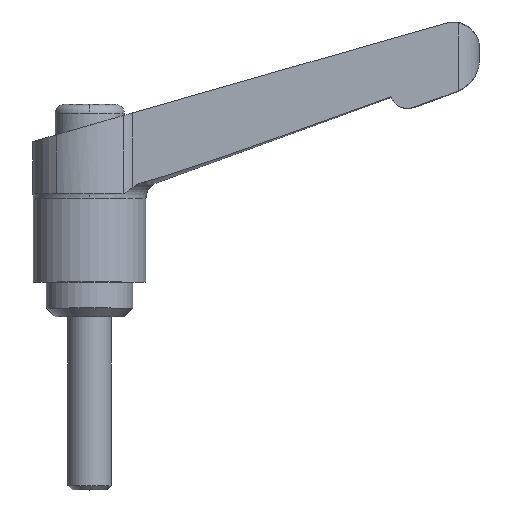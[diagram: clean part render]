
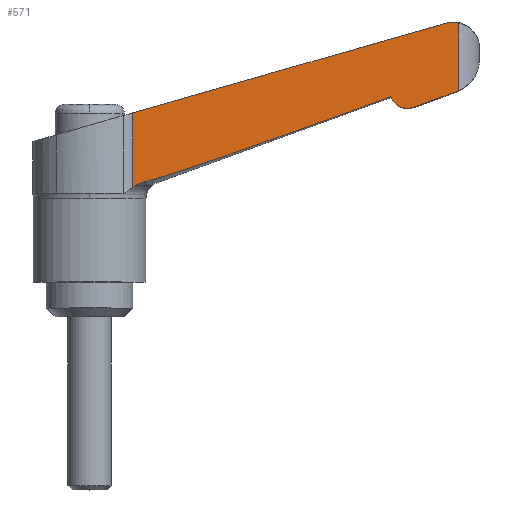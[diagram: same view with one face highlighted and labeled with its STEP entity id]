
A CAD part, top view. The second image highlights one B-rep face of the part: STEP entity #571.
In plain terms, the highlighted planar face has unit normal (0.035, 0, 0.999).
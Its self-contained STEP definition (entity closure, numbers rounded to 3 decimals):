
#267 = EDGE_CURVE( '', #299, #315, #754, .T. );
#279 = EDGE_CURVE( '', #677, #691, #766, .T. );
#283 = EDGE_CURVE( '', #417, #565, #770, .T. );
#299 = VERTEX_POINT( '', #788 );
#315 = VERTEX_POINT( '', #806 );
#321 = EDGE_CURVE( '', #423, #477, #812, .T. );
#377 = EDGE_CURVE( '', #713, #565, #873, .T. );
#385 = EDGE_CURVE( '', #315, #677, #882, .T. );
#417 = VERTEX_POINT( '', #914 );
#423 = VERTEX_POINT( '', #920 );
#477 = VERTEX_POINT( '', #980 );
#541 = EDGE_CURVE( '', #713, #299, #1052, .T. );
#565 = VERTEX_POINT( '', #1081 );
#571 = ADVANCED_FACE( '', ( #1087 ), #1088, .F. );
#611 = EDGE_CURVE( '', #691, #423, #1133, .T. );
#677 = VERTEX_POINT( '', #1208 );
#681 = EDGE_CURVE( '', #417, #477, #1212, .T. );
#691 = VERTEX_POINT( '', #1222 );
#713 = VERTEX_POINT( '', #1246 );
#754 = ( B_SPLINE_CURVE( 2, ( #1292, #1293, #1294 ), .UNSPECIFIED., .F., .F. )B_SPLINE_CURVE_WITH_KNOTS( ( 3, 3 ), ( 0., 5.151 ), .UNSPECIFIED. )RATIONAL_B_SPLINE_CURVE( ( 1., 1.002, 1. ) )BOUNDED_CURVE(  )REPRESENTATION_ITEM( '' )GEOMETRIC_REPRESENTATION_ITEM(  )CURVE(  ) );
#766 = ( B_SPLINE_CURVE( 2, ( #1317, #1318, #1319 ), .UNSPECIFIED., .F., .F. )B_SPLINE_CURVE_WITH_KNOTS( ( 3, 3 ), ( 0., 30.397 ), .UNSPECIFIED. )RATIONAL_B_SPLINE_CURVE( ( 1., 1.349, 1. ) )BOUNDED_CURVE(  )REPRESENTATION_ITEM( '' )GEOMETRIC_REPRESENTATION_ITEM(  )CURVE(  ) );
#770 = B_SPLINE_CURVE_WITH_KNOTS( '', 3, ( #1332, #1333, #1334, #1335, #1336, #1337, #1338, #1339, #1340, #1341 ), .UNSPECIFIED., .F., .F., ( 4, 2, 2, 2, 4 ), ( 12.59, 12.819, 13.381, 13.941, 14.115 ), .UNSPECIFIED. );
#788 = CARTESIAN_POINT( '', ( 42.207, 25.927, 3.677 ) );
#806 = CARTESIAN_POINT( '', ( 37.365, 24.178, 3.846 ) );
#812 = LINE( '', #1419, #1420 );
#873 = LINE( '', #1515, #1516 );
#882 = B_SPLINE_CURVE_WITH_KNOTS( '', 3, ( #1526, #1527, #1528, #1529, #1530, #1531, #1532, #1533, #1534, #1535, #1536, #1537, #1538, #1539, #1540, #1541, #1542, #1543, #1544, #1545 ), .UNSPECIFIED., .F., .F., ( 4, 2, 2, 2, 2, 2, 2, 2, 2, 4 ), ( 2.315, 2.601, 2.976, 3.351, 3.726, 4.1, 4.473, 4.844, 5.215, 5.298 ), .UNSPECIFIED. );
#914 = CARTESIAN_POINT( '', ( 41.52, 34.002, 3.701 ) );
#920 = CARTESIAN_POINT( '', ( 4.96, 14.953, 4.977 ) );
#980 = CARTESIAN_POINT( '', ( 4.96, 23.518, 4.977 ) );
#1052 = B_SPLINE_CURVE_WITH_KNOTS( '', 3, ( #1848, #1849, #1850, #1851, #1852, #1853 ), .UNSPECIFIED., .F., .F., ( 4, 2, 4 ), ( 4.198, 4.45, 4.626 ), .UNSPECIFIED. );
#1081 = CARTESIAN_POINT( '', ( 42.611, 33.919, 3.662 ) );
#1087 = FACE_OUTER_BOUND( '', #1896, .T. );
#1088 = PLANE( '', #1897 );
#1133 = B_SPLINE_CURVE_WITH_KNOTS( '', 3, ( #1979, #1980, #1981, #1982, #1983, #1984, #1985, #1986 ), .UNSPECIFIED., .F., .F., ( 4, 2, 2, 4 ), ( 4.101, 4.299, 4.805, 5.256 ), .UNSPECIFIED. );
#1208 = CARTESIAN_POINT( '', ( 34.777, 25.373, 3.936 ) );
#1212 = LINE( '', #2098, #2099 );
#1222 = CARTESIAN_POINT( '', ( 6.056, 15.479, 4.939 ) );
#1246 = CARTESIAN_POINT( '', ( 42.611, 26.098, 3.662 ) );
#1292 = CARTESIAN_POINT( '', ( 42.207, 25.927, 3.677 ) );
#1293 = CARTESIAN_POINT( '', ( 39.641, 24.999, 3.766 ) );
#1294 = CARTESIAN_POINT( '', ( 37.365, 24.178, 3.846 ) );
#1317 = CARTESIAN_POINT( '', ( 34.777, 25.373, 3.936 ) );
#1318 = CARTESIAN_POINT( '', ( 11.299, 16.916, 4.756 ) );
#1319 = CARTESIAN_POINT( '', ( 6.056, 15.479, 4.939 ) );
#1332 = CARTESIAN_POINT( '', ( 41.004, 33.903, 3.719 ) );
#1333 = CARTESIAN_POINT( '', ( 41.083, 33.925, 3.716 ) );
#1334 = CARTESIAN_POINT( '', ( 41.164, 33.945, 3.713 ) );
#1335 = CARTESIAN_POINT( '', ( 41.446, 34.001, 3.703 ) );
#1336 = CARTESIAN_POINT( '', ( 41.65, 34.019, 3.696 ) );
#1337 = CARTESIAN_POINT( '', ( 42.023, 34.019, 3.683 ) );
#1338 = CARTESIAN_POINT( '', ( 42.227, 34.001, 3.676 ) );
#1339 = CARTESIAN_POINT( '', ( 42.489, 33.949, 3.667 ) );
#1340 = CARTESIAN_POINT( '', ( 42.55, 33.935, 3.665 ) );
#1341 = CARTESIAN_POINT( '', ( 42.611, 33.919, 3.662 ) );
#1419 = CARTESIAN_POINT( '', ( 4.96, 0., 4.977 ) );
#1420 = VECTOR( '', #2229, 1. );
#1515 = CARTESIAN_POINT( '', ( 42.611, 0., 3.662 ) );
#1516 = VECTOR( '', #2293, 1. );
#1526 = CARTESIAN_POINT( '', ( 37.365, 24.178, 3.846 ) );
#1527 = CARTESIAN_POINT( '', ( 37.272, 24.144, 3.849 ) );
#1528 = CARTESIAN_POINT( '', ( 37.172, 24.116, 3.852 ) );
#1529 = CARTESIAN_POINT( '', ( 36.936, 24.069, 3.861 ) );
#1530 = CARTESIAN_POINT( '', ( 36.8, 24.057, 3.865 ) );
#1531 = CARTESIAN_POINT( '', ( 36.55, 24.057, 3.874 ) );
#1532 = CARTESIAN_POINT( '', ( 36.413, 24.069, 3.879 ) );
#1533 = CARTESIAN_POINT( '', ( 36.146, 24.122, 3.888 ) );
#1534 = CARTESIAN_POINT( '', ( 36.015, 24.163, 3.893 ) );
#1535 = CARTESIAN_POINT( '', ( 35.784, 24.258, 3.901 ) );
#1536 = CARTESIAN_POINT( '', ( 35.663, 24.321, 3.905 ) );
#1537 = CARTESIAN_POINT( '', ( 35.437, 24.471, 3.913 ) );
#1538 = CARTESIAN_POINT( '', ( 35.332, 24.558, 3.917 ) );
#1539 = CARTESIAN_POINT( '', ( 35.156, 24.733, 3.923 ) );
#1540 = CARTESIAN_POINT( '', ( 35.069, 24.837, 3.926 ) );
#1541 = CARTESIAN_POINT( '', ( 34.919, 25.061, 3.931 ) );
#1542 = CARTESIAN_POINT( '', ( 34.855, 25.181, 3.933 ) );
#1543 = CARTESIAN_POINT( '', ( 34.797, 25.32, 3.935 ) );
#1544 = CARTESIAN_POINT( '', ( 34.787, 25.346, 3.936 ) );
#1545 = CARTESIAN_POINT( '', ( 34.777, 25.373, 3.936 ) );
#1848 = CARTESIAN_POINT( '', ( 42.611, 26.098, 3.662 ) );
#1849 = CARTESIAN_POINT( '', ( 42.532, 26.059, 3.665 ) );
#1850 = CARTESIAN_POINT( '', ( 42.453, 26.024, 3.668 ) );
#1851 = CARTESIAN_POINT( '', ( 42.321, 25.969, 3.673 ) );
#1852 = CARTESIAN_POINT( '', ( 42.265, 25.947, 3.675 ) );
#1853 = CARTESIAN_POINT( '', ( 42.207, 25.927, 3.677 ) );
#1896 = EDGE_LOOP( '', ( #2556, #2557, #2558, #2559, #2560, #2561, #2562, #2563, #2564 ) );
#1897 = AXIS2_PLACEMENT_3D( '', #2565, #2566, #2567 );
#1979 = CARTESIAN_POINT( '', ( 6.056, 15.479, 4.939 ) );
#1980 = CARTESIAN_POINT( '', ( 5.989, 15.461, 4.941 ) );
#1981 = CARTESIAN_POINT( '', ( 5.924, 15.44, 4.944 ) );
#1982 = CARTESIAN_POINT( '', ( 5.701, 15.365, 4.951 ) );
#1983 = CARTESIAN_POINT( '', ( 5.53, 15.294, 4.957 ) );
#1984 = CARTESIAN_POINT( '', ( 5.222, 15.132, 4.968 ) );
#1985 = CARTESIAN_POINT( '', ( 5.083, 15.044, 4.973 ) );
#1986 = CARTESIAN_POINT( '', ( 4.96, 14.953, 4.977 ) );
#2098 = CARTESIAN_POINT( '', ( -4.505, 20.804, 5.308 ) );
#2099 = VECTOR( '', #2718, 1. );
#2229 = DIRECTION( '', ( 0., 1., 0. ) );
#2293 = DIRECTION( '', ( 0., 1., 0. ) );
#2556 = ORIENTED_EDGE( '', *, *, #681, .T. );
#2557 = ORIENTED_EDGE( '', *, *, #321, .F. );
#2558 = ORIENTED_EDGE( '', *, *, #611, .F. );
#2559 = ORIENTED_EDGE( '', *, *, #279, .F. );
#2560 = ORIENTED_EDGE( '', *, *, #385, .F. );
#2561 = ORIENTED_EDGE( '', *, *, #267, .F. );
#2562 = ORIENTED_EDGE( '', *, *, #541, .F. );
#2563 = ORIENTED_EDGE( '', *, *, #377, .T. );
#2564 = ORIENTED_EDGE( '', *, *, #283, .F. );
#2565 = CARTESIAN_POINT( '', ( 4.96, 0., 4.977 ) );
#2566 = DIRECTION( '', ( -0.035, 0., -0.999 ) );
#2567 = DIRECTION( '', ( -0.999, 0., 0.035 ) );
#2718 = DIRECTION( '', ( -0.961, -0.275, 0.034 ) );
